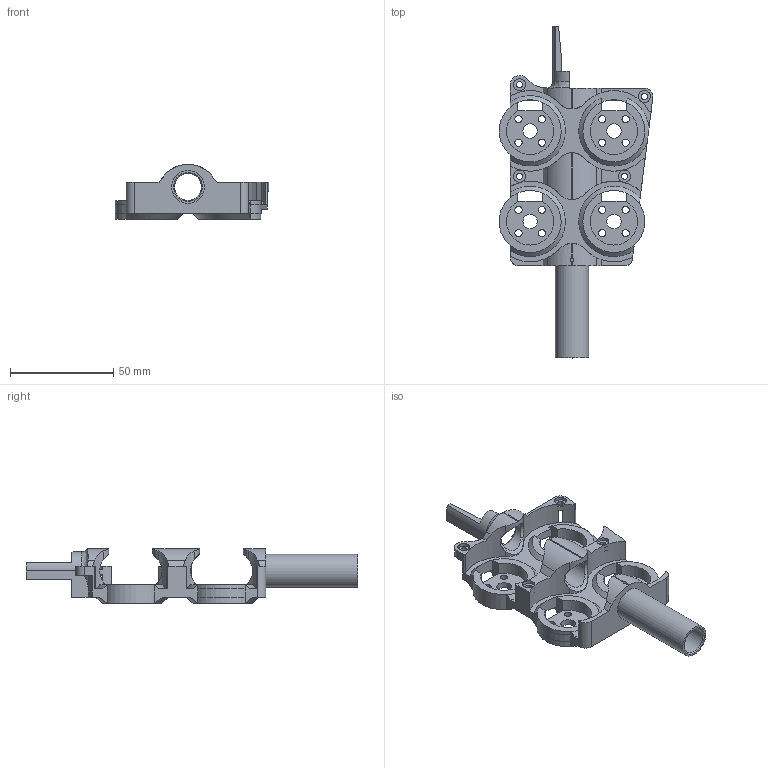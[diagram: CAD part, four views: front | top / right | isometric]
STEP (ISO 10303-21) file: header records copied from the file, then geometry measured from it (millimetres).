
FILE_DESCRIPTION(/* description */ (''),/* implementation_level */ '2;1');
FILE_NAME(/* name */ 'STRS 2207 2Piece v1.step',/* time_stamp */ '2021-10-01T12:49:11-07:00',/* author */ (''),/* organization */ (''),/* preprocessor_version */ 'ST-DEVELOPER v18.1',/* originating_system */ 'Autodesk Translation Framework v10.10.0.1391',/* authorisation */ '');
FILE_SCHEMA (('AUTOMOTIVE_DESIGN { 1 0 10303 214 3 1 1 }'));
Length unit declared in the file: millimetre
Products named in the file (2): STRS 2207 2Piece; BarrelInsert
Assembly tree (1 placements, depth 2):
  STRS 2207 2Piece
    BarrelInsert
Bounding box: 74.35 x 160.5 x 26.5 mm (x, y, z)
Volume: 42581.2 mm3; surface area: 28533.7 mm2
Topology: 2 solids, 2 shells, 218 faces, 630 edges, 406 vertices
Faces by surface type: cylinder 95, plane 70, bspline 35, cone 18
Full cylindrical faces by diameter (mm): 1.623 x1, 3 x4, 3.5 x16, 5.8 x7, 7 x4, 13 x1, 13.49 x3, 16 x2
Entity records: 8570 total; most frequent: CARTESIAN_POINT 2878, ORIENTED_EDGE 1260, DIRECTION 1069, EDGE_CURVE 630, VERTEX_POINT 406, AXIS2_PLACEMENT_3D 397, EDGE_LOOP 276, LINE 275
